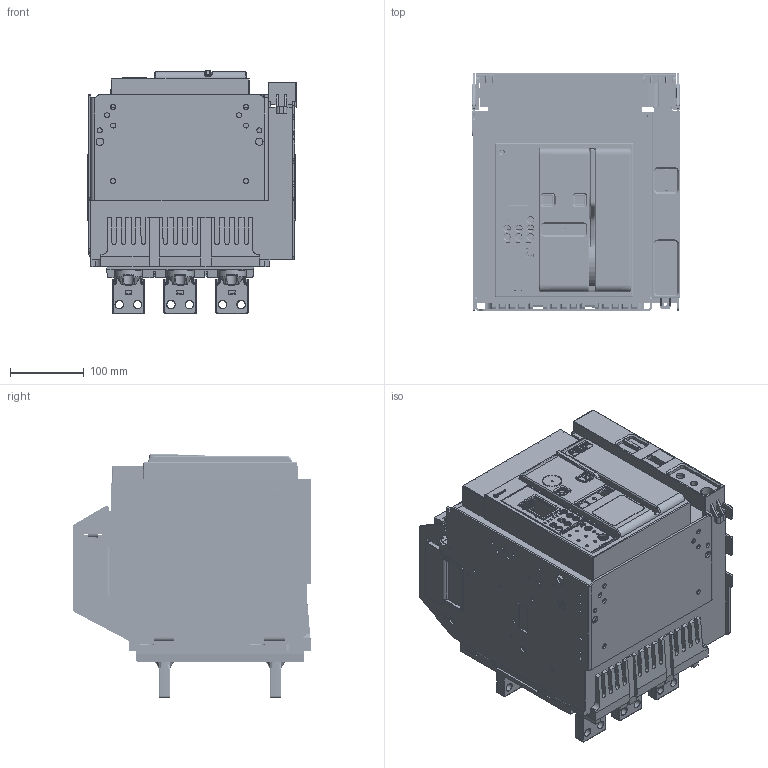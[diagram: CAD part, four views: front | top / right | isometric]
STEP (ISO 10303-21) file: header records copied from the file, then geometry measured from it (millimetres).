
FILE_DESCRIPTION((''),'2;1');
FILE_NAME('CDW3-1600N_3P_CT','2020-06-13T',('li.xiong'),(''),'PRO/ENGINEER BY PARAMETRIC TECHNOLOGY CORPORATION, 2015440','PRO/ENGINEER BY PARAMETRIC TECHNOLOGY CORPORATION, 2015440','');
FILE_SCHEMA(('CONFIG_CONTROL_DESIGN'));
Products named in the file (1): CDW3-1600N_3P_CT
Bounding box: 282.4 x 322 x 330.01 mm (x, y, z)
Volume: 16758258.3 mm3; surface area: 1192324.7 mm2
Topology: 10 solids, 17 shells, 6428 faces, 17820 edges, 11589 vertices
Faces by surface type: plane 4118, cylinder 1462, cone 267, extrusion 249, bspline 180, torus 116, sphere 36
Entity records: 213387 total; most frequent: CARTESIAN_POINT 49233, ORIENTED_EDGE 35568, DIRECTION 31972, EDGE_CURVE 17784, VECTOR 13120, LINE 12871, VERTEX_POINT 11589, AXIS2_PLACEMENT_3D 9426
